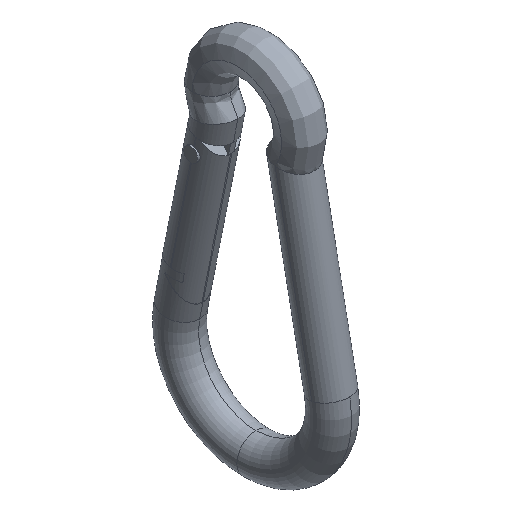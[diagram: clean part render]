
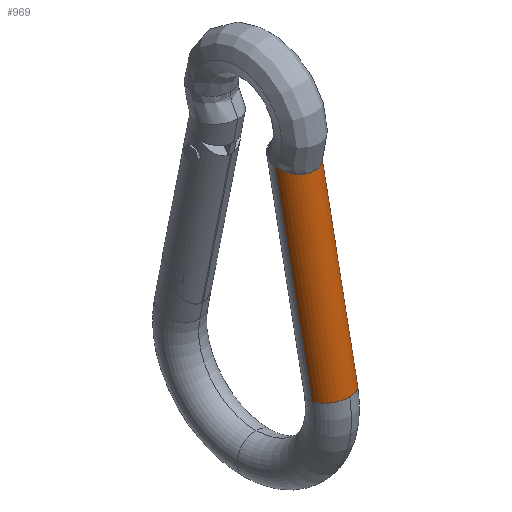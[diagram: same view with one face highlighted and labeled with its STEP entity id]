
A CAD part, isometric view. The second image highlights one B-rep face of the part: STEP entity #969.
In plain terms, the highlighted free-form (B-spline) face has degree [3, 1] with [7, 2] control points.
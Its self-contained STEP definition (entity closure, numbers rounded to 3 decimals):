
#137 = CARTESIAN_POINT ( 'NONE',  ( 3., -6.664, -2.501 ) ) ;
#140 = CARTESIAN_POINT ( 'NONE',  ( 3., -13., -3.606 ) ) ;
#325 = CARTESIAN_POINT ( 'NONE',  ( 0., -18.77, -32.663 ) ) ;
#363 = CARTESIAN_POINT ( 'NONE',  ( -3., -6.664, -2.501 ) ) ;
#493 = DIRECTION ( 'NONE',  ( 0., 0.981, -0.195 ) ) ;
#549 = ORIENTED_EDGE ( 'NONE', *, *, #2590, .F. ) ;
#560 = DIRECTION ( 'NONE',  ( 0., 0.981, -0.195 ) ) ;
#591 = CARTESIAN_POINT ( 'NONE',  ( -3., -13., -3.606 ) ) ;
#626 = CIRCLE ( 'NONE', #2081, 3. ) ;
#659 = VERTEX_POINT ( 'NONE', #2037 ) ;
#766 = ORIENTED_EDGE ( 'NONE', *, *, #2628, .F. ) ;
#828 = CARTESIAN_POINT ( 'NONE',  ( -3., -19.336, -4.71 ) ) ;
#862 = VERTEX_POINT ( 'NONE', #1981 ) ;
#966 = CARTESIAN_POINT ( 'NONE',  ( 3., -19.336, -4.71 ) ) ;
#969 = ADVANCED_FACE ( 'NONE', ( #2710 ), #1868, .F. ) ;
#1057 = CARTESIAN_POINT ( 'NONE',  ( 3., -19.336, -4.71 ) ) ;
#1104 = CARTESIAN_POINT ( 'NONE',  ( 3., -18.77, -32.663 ) ) ;
#1105 = VERTEX_POINT ( 'NONE', #1403 ) ;
#1118 = CARTESIAN_POINT ( 'NONE',  ( 0., -21.713, -32.078 ) ) ;
#1287 = CARTESIAN_POINT ( 'NONE',  ( 3., -13., -3.606 ) ) ;
#1317 = EDGE_LOOP ( 'NONE', ( #2100, #2074, #549, #1696, #766 ) ) ;
#1403 = CARTESIAN_POINT ( 'NONE',  ( -3., -13., -3.606 ) ) ;
#1408 = CARTESIAN_POINT ( 'NONE',  ( -3., -13., -3.606 ) ) ;
#1553 = B_SPLINE_CURVE_WITH_KNOTS ( 'NONE', 1,
 ( #2153, #2370 ),
 .UNSPECIFIED., .F., .F.,
 ( 2, 2 ),
 ( 0., 1. ),
 .UNSPECIFIED. ) ;
#1611 = VERTEX_POINT ( 'NONE', #140 ) ;
#1657 = CIRCLE ( 'NONE', #1798, 3. ) ;
#1696 = ORIENTED_EDGE ( 'NONE', *, *, #2217, .F. ) ;
#1742 = CARTESIAN_POINT ( 'NONE',  ( 3., -12.885, -33.831 ) ) ;
#1798 = AXIS2_PLACEMENT_3D ( 'NONE', #2076, #1865, #493 ) ;
#1865 = DIRECTION ( 'NONE',  ( 0., -0.195, -0.981 ) ) ;
#1868 =( BOUNDED_SURFACE ( )  B_SPLINE_SURFACE ( 3, 1, ( 
 ( #2933, #2677 ),
 ( #137, #1742 ),
 ( #363, #1984 ),
 ( #591, #2228 ),
 ( #828, #2465 ),
 ( #1057, #2691 ),
 ( #1287, #2939 ) ),
 .UNSPECIFIED., .T., .F., .T. ) 
 B_SPLINE_SURFACE_WITH_KNOTS ( ( 4, 3, 4 ),
 ( 2, 2 ),
 ( 0., 0.5, 1. ),
 ( 0., 1. ),
 .UNSPECIFIED. ) 
 GEOMETRIC_REPRESENTATION_ITEM ( )  RATIONAL_B_SPLINE_SURFACE ( (
 ( 1., 1.),
 ( 0.333, 0.333),
 ( 0.333, 0.333),
 ( 1., 1.),
 ( 0.333, 0.333),
 ( 0.333, 0.333),
 ( 1., 1.) ) ) 
 REPRESENTATION_ITEM ( '' )  SURFACE ( )  );
#1889 = B_SPLINE_CURVE_WITH_KNOTS ( 'NONE', 1,
 ( #2738, #1104 ),
 .UNSPECIFIED., .F., .F.,
 ( 2, 2 ),
 ( 0., 1. ),
 .UNSPECIFIED. ) ;
#1945 = DIRECTION ( 'NONE',  ( 0., -0.195, -0.981 ) ) ;
#1981 = CARTESIAN_POINT ( 'NONE',  ( 3., -18.77, -32.663 ) ) ;
#1984 = CARTESIAN_POINT ( 'NONE',  ( -3., -12.885, -33.831 ) ) ;
#2037 = CARTESIAN_POINT ( 'NONE',  ( -3., -18.77, -32.663 ) ) ;
#2074 = ORIENTED_EDGE ( 'NONE', *, *, #2567, .T. ) ;
#2076 = CARTESIAN_POINT ( 'NONE',  ( 0., -18.77, -32.663 ) ) ;
#2081 = AXIS2_PLACEMENT_3D ( 'NONE', #325, #1945, #560 ) ;
#2100 = ORIENTED_EDGE ( 'NONE', *, *, #2546, .F. ) ;
#2153 = CARTESIAN_POINT ( 'NONE',  ( -3., -13., -3.606 ) ) ;
#2217 = EDGE_CURVE ( 'NONE', #862, #2810, #1657, .T. ) ;
#2228 = CARTESIAN_POINT ( 'NONE',  ( -3., -18.77, -32.663 ) ) ;
#2370 = CARTESIAN_POINT ( 'NONE',  ( -3., -18.77, -32.663 ) ) ;
#2465 = CARTESIAN_POINT ( 'NONE',  ( -3., -24.655, -31.494 ) ) ;
#2546 = EDGE_CURVE ( 'NONE', #1105, #1611, #2665, .T. ) ;
#2567 = EDGE_CURVE ( 'NONE', #1105, #659, #1553, .T. ) ;
#2590 = EDGE_CURVE ( 'NONE', #2810, #659, #626, .T. ) ;
#2604 = CARTESIAN_POINT ( 'NONE',  ( 3., -13., -3.606 ) ) ;
#2628 = EDGE_CURVE ( 'NONE', #1611, #862, #1889, .T. ) ;
#2665 =( BOUNDED_CURVE ( )  B_SPLINE_CURVE ( 3, ( #1408, #2842, #966, #2604 ),
 .UNSPECIFIED., .F., .T. ) 
 B_SPLINE_CURVE_WITH_KNOTS ( ( 4, 4 ),
 ( 0.5, 1. ),
 .UNSPECIFIED. ) 
 CURVE ( )  GEOMETRIC_REPRESENTATION_ITEM ( )  RATIONAL_B_SPLINE_CURVE ( ( 1., 0.333, 0.333, 1. ) ) 
 REPRESENTATION_ITEM ( '' )  );
#2677 = CARTESIAN_POINT ( 'NONE',  ( 3., -18.77, -32.663 ) ) ;
#2691 = CARTESIAN_POINT ( 'NONE',  ( 3., -24.655, -31.494 ) ) ;
#2710 = FACE_OUTER_BOUND ( 'NONE', #1317, .T. ) ;
#2738 = CARTESIAN_POINT ( 'NONE',  ( 3., -13., -3.606 ) ) ;
#2810 = VERTEX_POINT ( 'NONE', #1118 ) ;
#2842 = CARTESIAN_POINT ( 'NONE',  ( -3., -19.336, -4.71 ) ) ;
#2933 = CARTESIAN_POINT ( 'NONE',  ( 3., -13., -3.606 ) ) ;
#2939 = CARTESIAN_POINT ( 'NONE',  ( 3., -18.77, -32.663 ) ) ;
